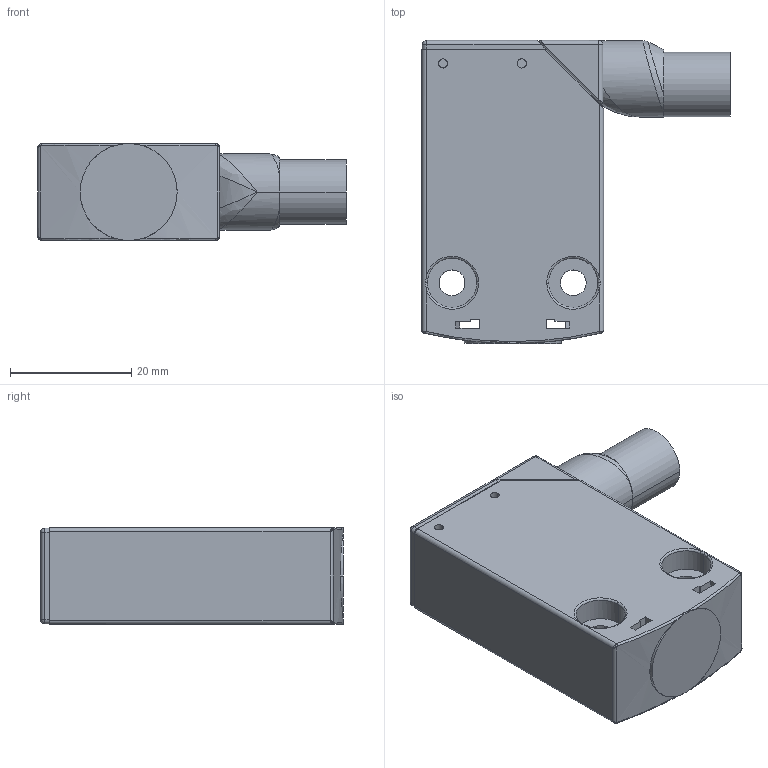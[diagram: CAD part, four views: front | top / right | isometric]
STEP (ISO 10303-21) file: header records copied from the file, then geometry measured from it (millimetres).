
FILE_DESCRIPTION(('STEP AP242'),'1');
FILE_NAME('switch_zcmd21c12.stp','2019-09-05T15:57:32',('TraceParts'),('TraceParts S.A.'),'Spatial InterOp 3D',' ',' ');
FILE_SCHEMA(('AP242_MANAGED_MODEL_BASED_3D_ENGINEERING_MIM_LF {1 0 10303 442 1 1 4}'));
Length unit declared in the file: millimetre
Products named in the file (1): switch_zcmd21c12_1
Bounding box: 50.9 x 50 x 16 mm (x, y, z)
Volume: 13390.6 mm3; surface area: 12593.6 mm2
Topology: 4 solids, 4 shells, 301 faces, 772 edges, 481 vertices
Faces by surface type: plane 117, cylinder 81, bspline 41, cone 30, torus 28, sphere 4
Entity records: 11458 total; most frequent: CARTESIAN_POINT 4349, ORIENTED_EDGE 1544, DIRECTION 1396, EDGE_CURVE 772, AXIS2_PLACEMENT_3D 504, VERTEX_POINT 481, LINE 388, VECTOR 388
